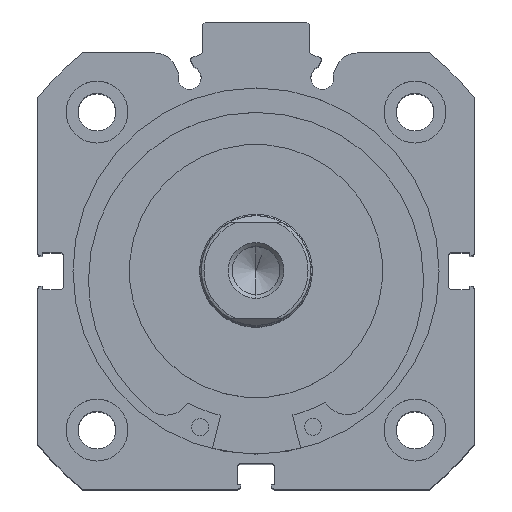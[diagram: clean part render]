
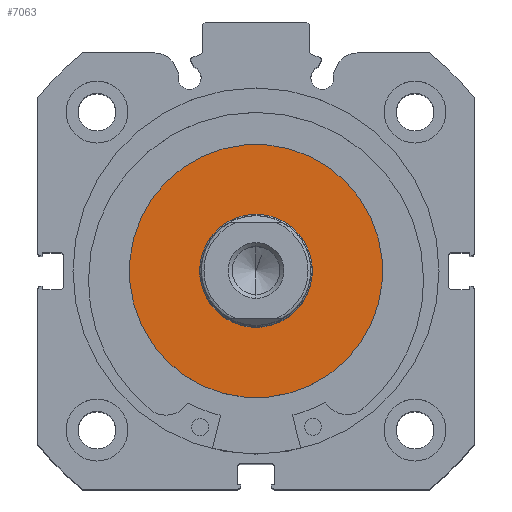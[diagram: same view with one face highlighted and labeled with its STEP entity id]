
A CAD part, top view. The second image highlights one B-rep face of the part: STEP entity #7063.
In plain terms, the highlighted face is planar.
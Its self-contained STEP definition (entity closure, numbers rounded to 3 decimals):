
#438 = ORIENTED_EDGE ( 'NONE', *, *, #604, .F. ) ;
#472 = EDGE_LOOP ( 'NONE', ( #553, #534 ) ) ;
#534 = ORIENTED_EDGE ( 'NONE', *, *, #586, .T. ) ;
#548 = ORIENTED_EDGE ( 'NONE', *, *, #581, .F. ) ;
#553 = ORIENTED_EDGE ( 'NONE', *, *, #591, .T. ) ;
#581 = EDGE_CURVE ( 'NONE', #1901, #1882, #2435, .T. ) ;
#586 = EDGE_CURVE ( 'NONE', #1955, #1929, #2442, .T. ) ;
#591 = EDGE_CURVE ( 'NONE', #1929, #1955, #2448, .T. ) ;
#604 = EDGE_CURVE ( 'NONE', #1882, #1901, #2465, .T. ) ;
#1084 = AXIS2_PLACEMENT_3D ( 'NONE', #1778, #1775, #1774 ) ;
#1085 = AXIS2_PLACEMENT_3D ( 'NONE', #1748, #1747, #1746 ) ;
#1087 = AXIS2_PLACEMENT_3D ( 'NONE', #1734, #1732, #1729 ) ;
#1098 = AXIS2_PLACEMENT_3D ( 'NONE', #1682, #1672, #1670 ) ;
#1423 = AXIS2_PLACEMENT_3D ( 'NONE', #5006, #5008, #5009 ) ;
#1670 = DIRECTION ( 'NONE',  ( 0., 0., 1. ) ) ;
#1672 = DIRECTION ( 'NONE',  ( -1., 0., 0. ) ) ;
#1682 = CARTESIAN_POINT ( 'NONE',  ( 0., 0., 0. ) ) ;
#1729 = DIRECTION ( 'NONE',  ( 0., 0., 1. ) ) ;
#1732 = DIRECTION ( 'NONE',  ( -1., 0., 0. ) ) ;
#1734 = CARTESIAN_POINT ( 'NONE',  ( 0., 0., 0. ) ) ;
#1746 = DIRECTION ( 'NONE',  ( 0., 0., 1. ) ) ;
#1747 = DIRECTION ( 'NONE',  ( -1., 0., 0. ) ) ;
#1748 = CARTESIAN_POINT ( 'NONE',  ( 0., 0., 0. ) ) ;
#1774 = DIRECTION ( 'NONE',  ( 0., 0., 1. ) ) ;
#1775 = DIRECTION ( 'NONE',  ( -1., 0., 0. ) ) ;
#1778 = CARTESIAN_POINT ( 'NONE',  ( 0., 0., 0. ) ) ;
#1882 = VERTEX_POINT ( 'NONE', #4347 ) ;
#1901 = VERTEX_POINT ( 'NONE', #4352 ) ;
#1929 = VERTEX_POINT ( 'NONE', #4359 ) ;
#1955 = VERTEX_POINT ( 'NONE', #4367 ) ;
#2150 = EDGE_LOOP ( 'NONE', ( #438, #548 ) ) ;
#2435 = CIRCLE ( 'NONE', #1084, 10. ) ;
#2442 = CIRCLE ( 'NONE', #1085, 22.5 ) ;
#2448 = CIRCLE ( 'NONE', #1087, 22.5 ) ;
#2465 = CIRCLE ( 'NONE', #1098, 10. ) ;
#4347 = CARTESIAN_POINT ( 'NONE',  ( 0., 0., 10. ) ) ;
#4352 = CARTESIAN_POINT ( 'NONE',  ( 0., 0., -10. ) ) ;
#4359 = CARTESIAN_POINT ( 'NONE',  ( 0., 0., 22.5 ) ) ;
#4367 = CARTESIAN_POINT ( 'NONE',  ( 0., 0., -22.5 ) ) ;
#5006 = CARTESIAN_POINT ( 'NONE',  ( 0., 22.5, 0. ) ) ;
#5007 = PLANE ( 'NONE',  #1423 ) ;
#5008 = DIRECTION ( 'NONE',  ( 1., 0., 0. ) ) ;
#5009 = DIRECTION ( 'NONE',  ( 0., 0., -1. ) ) ;
#5853 = FACE_BOUND ( 'NONE', #2150, .T. ) ;
#5858 = FACE_OUTER_BOUND ( 'NONE', #472, .T. ) ;
#7063 = ADVANCED_FACE ( 'NONE', ( #5853, #5858 ), #5007, .F. ) ;
